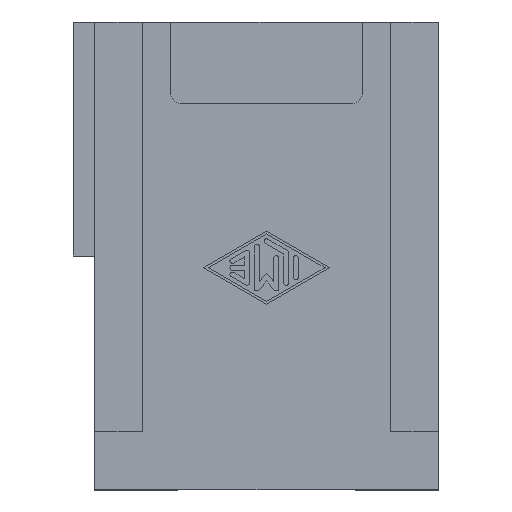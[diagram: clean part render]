
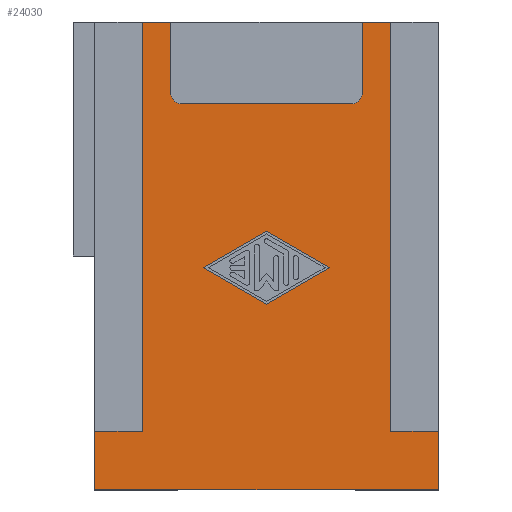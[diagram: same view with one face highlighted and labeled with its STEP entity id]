
A CAD part, front view. The second image highlights one B-rep face of the part: STEP entity #24030.
In plain terms, the highlighted face is planar.
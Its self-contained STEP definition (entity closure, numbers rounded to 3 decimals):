
#200=CARTESIAN_POINT('',(45.098,74.757,-32.));
#210=VERTEX_POINT('',#200);
#240=CARTESIAN_POINT('',(0.,74.757,-32.));
#250=DIRECTION('',(-1.,0.,0.));
#260=VECTOR('',#250,1.);
#270=LINE('',#240,#260);
#280=CARTESIAN_POINT('',(52.298,74.757,-32.));
#290=VERTEX_POINT('',#280);
#300=EDGE_CURVE('',#290,#210,#270,.T.);
#570=CARTESIAN_POINT('',(53.998,78.257,-32.));
#580=VERTEX_POINT('',#570);
#630=CARTESIAN_POINT('',(53.998,58.057,-32.));
#640=DIRECTION('',(0.,1.,0.));
#650=VECTOR('',#640,1.);
#660=LINE('',#630,#650);
#670=CARTESIAN_POINT('',(53.998,60.757,-32.));
#680=VERTEX_POINT('',#670);
#690=EDGE_CURVE('',#680,#580,#660,.T.);
#1470=CARTESIAN_POINT('',(52.798,0.,-32.));
#1480=DIRECTION('',(0.,1.,0.));
#1490=VECTOR('',#1480,1.);
#1500=LINE('',#1470,#1490);
#1510=CARTESIAN_POINT('',(52.798,75.257,-32.))
;
#1520=VERTEX_POINT('',#1510);
#1530=CARTESIAN_POINT('',(52.798,78.257,-32.))
;
#1540=VERTEX_POINT('',#1530);
#1550=EDGE_CURVE('',#1520,#1540,#1500,.T.);
#3490=CARTESIAN_POINT('',(44.598,78.257,-32.))
;
#3500=VERTEX_POINT('',#3490);
#3530=CARTESIAN_POINT('',(44.598,0.,-32.));
#3540=DIRECTION('',(0.,-1.,0.));
#3550=VECTOR('',#3540,1.);
#3560=LINE('',#3530,#3550);
#3570=CARTESIAN_POINT('',(44.598,75.257,-32.))
;
#3580=VERTEX_POINT('',#3570);
#3590=EDGE_CURVE('',#3500,#3580,#3560,.T.);
#13420=CARTESIAN_POINT('',(41.348,58.257,
-32.));
#13430=VERTEX_POINT('',#13420);
#13460=CARTESIAN_POINT('',(41.348,58.057,-32.)
);
#13470=DIRECTION('',(0.,1.,0.));
#13480=VECTOR('',#13470,1.);
#13490=LINE('',#13460,#13480);
#13500=CARTESIAN_POINT('',(41.348,60.757,-32.)
);
#13510=VERTEX_POINT('',#13500);
#13520=EDGE_CURVE('',#13430,#13510,#13490,.T.);
#15150=CARTESIAN_POINT('',(27.154,60.757,-32.))
;
#15160=DIRECTION('',(1.,0.,0.));
#15170=VECTOR('',#15160,1.);
#15180=LINE('',#15150,#15170);
#15190=CARTESIAN_POINT('',(56.048,60.757,-32.)
);
#15200=VERTEX_POINT('',#15190);
#15210=EDGE_CURVE('',#680,#15200,#15180,.T.);
#21680=CARTESIAN_POINT('',(56.048,58.057,-32.));
#21690=DIRECTION('',(0.,-1.,0.));
#21700=VECTOR('',#21690,1.);
#21710=LINE('',#21680,#21700);
#21720=CARTESIAN_POINT('',(56.048,58.257,
-32.));
#21730=VERTEX_POINT('',#21720);
#21740=EDGE_CURVE('',#15200,#21730,#21710,.T.);
#23110=CARTESIAN_POINT('',(53.998,63.757,-32.)
);
#23120=DIRECTION('',(0.,0.,-1.));
#23130=DIRECTION('',(1.,0.,0.));
#23140=AXIS2_PLACEMENT_3D('',#23110,#23120,#23130);
#23150=PLANE('',#23140);
#23160=CARTESIAN_POINT('',(52.298,75.257,-32.)
);
#23170=DIRECTION('',(0.,0.,1.));
#23180=DIRECTION('',(1.,0.,0.));
#23190=AXIS2_PLACEMENT_3D('',#23160,#23170,#23180);
#23200=CIRCLE('',#23190,0.5);
#23210=EDGE_CURVE('',#290,#1520,#23200,.T.);
#23220=ORIENTED_EDGE('',*,*,#23210,.T.);
#23230=ORIENTED_EDGE('',*,*,#300,.F.);
#23240=CARTESIAN_POINT('',(45.098,75.257,-32.)
);
#23250=DIRECTION('',(0.,0.,1.));
#23260=DIRECTION('',(1.,0.,0.));
#23270=AXIS2_PLACEMENT_3D('',#23240,#23250,#23260);
#23280=CIRCLE('',#23270,0.5);
#23290=EDGE_CURVE('',#3580,#210,#23280,.T.);
#23300=ORIENTED_EDGE('',*,*,#23290,.T.);
#23310=ORIENTED_EDGE('',*,*,#3590,.T.);
#23320=CARTESIAN_POINT('',(27.154,78.257,
-32.));
#23330=DIRECTION('',(1.,0.,0.));
#23340=VECTOR('',#23330,1.);
#23350=LINE('',#23320,#23340);
#23360=CARTESIAN_POINT('',(43.398,78.257,-32.)
);
#23370=VERTEX_POINT('',#23360);
#23380=EDGE_CURVE('',#23370,#3500,#23350,.T.);
#23390=ORIENTED_EDGE('',*,*,#23380,.T.);
#23400=CARTESIAN_POINT('',(43.398,58.057,-32.));
#23410=DIRECTION('',(0.,-1.,0.));
#23420=VECTOR('',#23410,1.);
#23430=LINE('',#23400,#23420);
#23440=CARTESIAN_POINT('',(43.398,60.757,-32.)
);
#23450=VERTEX_POINT('',#23440);
#23460=EDGE_CURVE('',#23370,#23450,#23430,.T.);
#23470=ORIENTED_EDGE('',*,*,#23460,.F.);
#23480=CARTESIAN_POINT('',(27.154,60.757,-32.))
;
#23490=DIRECTION('',(1.,0.,0.));
#23500=VECTOR('',#23490,1.);
#23510=LINE('',#23480,#23500);
#23520=EDGE_CURVE('',#13510,#23450,#23510,.T.);
#23530=ORIENTED_EDGE('',*,*,#23520,.T.);
#23540=ORIENTED_EDGE('',*,*,#13520,.T.);
#23550=CARTESIAN_POINT('',(27.154,58.257,
-32.));
#23560=DIRECTION('',(-1.,0.,0.));
#23570=VECTOR('',#23560,1.);
#23580=LINE('',#23550,#23570);
#23590=EDGE_CURVE('',#21730,#13430,#23580,.T.);
#23600=ORIENTED_EDGE('',*,*,#23590,.T.);
#23610=ORIENTED_EDGE('',*,*,#21740,.T.);
#23620=ORIENTED_EDGE('',*,*,#15210,.T.);
#23630=ORIENTED_EDGE('',*,*,#690,.F.);
#23640=EDGE_CURVE('',#1540,#580,#23350,.T.);
#23650=ORIENTED_EDGE('',*,*,#23640,.T.);
#23660=ORIENTED_EDGE('',*,*,#1550,.T.);
#23670=EDGE_LOOP('',(#23660,#23650,#23630,#23620,#23610,#23600,#23540,
#23530,#23470,#23390,#23310,#23300,#23230,#23220));
#23680=FACE_OUTER_BOUND('',#23670,.T.);
#23690=CARTESIAN_POINT('',(0.,38.113,-32.));
#23700=DIRECTION('',(-0.866,-0.5,
0.));
#23710=VECTOR('',#23700,1.);
#23720=LINE('',#23690,#23710);
#23730=CARTESIAN_POINT('',(51.406,67.757,
-32.));
#23740=VERTEX_POINT('',#23730);
#23750=CARTESIAN_POINT('',(48.698,66.195,
-32.));
#23760=VERTEX_POINT('',#23750);
#23770=EDGE_CURVE('',#23740,#23760,#23720,.T.);
#23780=ORIENTED_EDGE('',*,*,#23770,.F.);
#23790=CARTESIAN_POINT('',(0.,94.278,-32.));
#23800=DIRECTION('',(-0.866,0.5,
0.));
#23810=VECTOR('',#23800,1.);
#23820=LINE('',#23790,#23810);
#23830=CARTESIAN_POINT('',(45.989,67.757,
-32.));
#23840=VERTEX_POINT('',#23830);
#23850=EDGE_CURVE('',#23760,#23840,#23820,.T.);
#23860=ORIENTED_EDGE('',*,*,#23850,.F.);
#23870=CARTESIAN_POINT('',(0.,41.237,-32.));
#23880=DIRECTION('',(0.866,0.5,
0.));
#23890=VECTOR('',#23880,1.);
#23900=LINE('',#23870,#23890);
#23910=CARTESIAN_POINT('',(48.698,69.319,
-32.));
#23920=VERTEX_POINT('',#23910);
#23930=EDGE_CURVE('',#23840,#23920,#23900,.T.);
#23940=ORIENTED_EDGE('',*,*,#23930,.F.);
#23950=CARTESIAN_POINT('',(0.,97.401,-32.));
#23960=DIRECTION('',(0.866,-0.5,
0.));
#23970=VECTOR('',#23960,1.);
#23980=LINE('',#23950,#23970);
#23990=EDGE_CURVE('',#23920,#23740,#23980,.T.);
#24000=ORIENTED_EDGE('',*,*,#23990,.F.);
#24010=EDGE_LOOP('',(#24000,#23940,#23860,#23780));
#24020=FACE_BOUND('',#24010,.T.);
#24030=ADVANCED_FACE('',(#23680,#24020),#23150,.T.);
